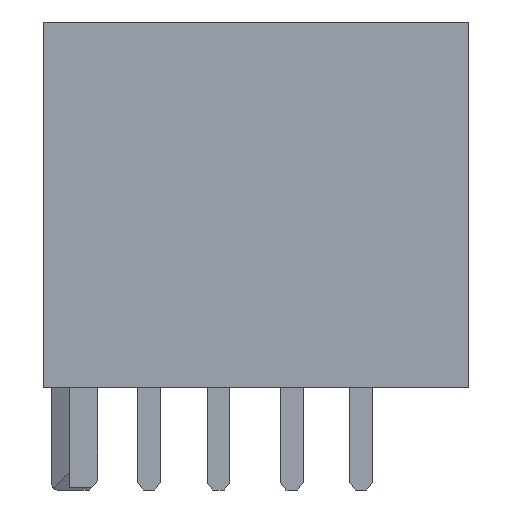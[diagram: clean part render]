
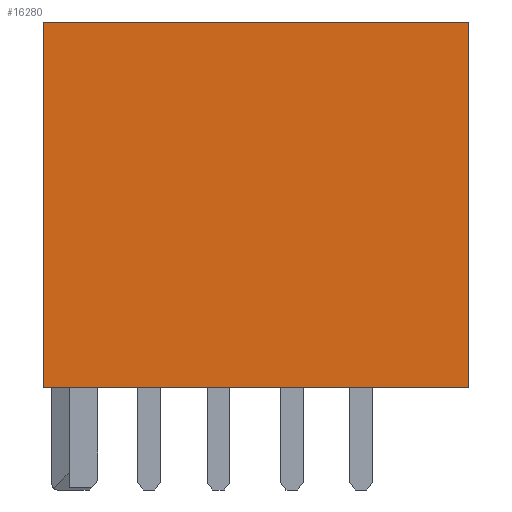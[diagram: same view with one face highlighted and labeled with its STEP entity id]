
A CAD part, left-side view. The second image highlights one B-rep face of the part: STEP entity #16280.
In plain terms, the highlighted planar face has unit normal (-1, 0, 0).
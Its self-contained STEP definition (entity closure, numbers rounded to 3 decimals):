
#2135=ORIENTED_EDGE('',*,*,#4863,.F.);
#2136=ORIENTED_EDGE('',*,*,#4984,.F.);
#2137=ORIENTED_EDGE('',*,*,#4872,.F.);
#2138=ORIENTED_EDGE('',*,*,#4855,.F.);
#4855=EDGE_CURVE('',#6350,#6351,#7713,.T.);
#4863=EDGE_CURVE('',#6356,#6350,#7721,.T.);
#4872=EDGE_CURVE('',#6351,#6361,#7730,.T.);
#4984=EDGE_CURVE('',#6361,#6356,#7842,.T.);
#6350=VERTEX_POINT('',#22602);
#6351=VERTEX_POINT('',#22604);
#6356=VERTEX_POINT('',#22618);
#6361=VERTEX_POINT('',#22639);
#7713=LINE('',#22603,#9390);
#7721=LINE('',#22619,#9398);
#7730=LINE('',#22638,#9407);
#7842=LINE('',#22844,#9519);
#9390=VECTOR('',#19001,1000.);
#9398=VECTOR('',#19013,1000.);
#9407=VECTOR('',#19034,1000.);
#9519=VECTOR('',#19248,1000.);
#10326=EDGE_LOOP('',(#2135,#2136,#2137,#2138));
#10960=FACE_BOUND('',#10326,.T.);
#11550=PLANE('',#16943);
#16280=ADVANCED_FACE('',(#10960),#11550,.F.);
#16943=AXIS2_PLACEMENT_3D('',#22843,#19246,#19247);
#19001=DIRECTION('',(0.,1.,0.));
#19013=DIRECTION('',(0.,0.,-1.));
#19034=DIRECTION('',(0.,0.,1.));
#19246=DIRECTION('',(1.,0.,0.));
#19247=DIRECTION('',(0.,0.,1.));
#19248=DIRECTION('',(0.,-1.,0.));
#22602=CARTESIAN_POINT('',(-13.5,-7.45,-6.4));
#22603=CARTESIAN_POINT('',(-13.5,-7.45,-6.4));
#22604=CARTESIAN_POINT('',(-13.5,7.45,-6.4));
#22618=CARTESIAN_POINT('',(-13.5,-7.45,6.4));
#22619=CARTESIAN_POINT('',(-13.5,-7.45,6.4));
#22638=CARTESIAN_POINT('',(-13.5,7.45,-6.4));
#22639=CARTESIAN_POINT('',(-13.5,7.45,6.4));
#22843=CARTESIAN_POINT('',(-13.5,0.,0.));
#22844=CARTESIAN_POINT('',(-13.5,7.45,6.4));
